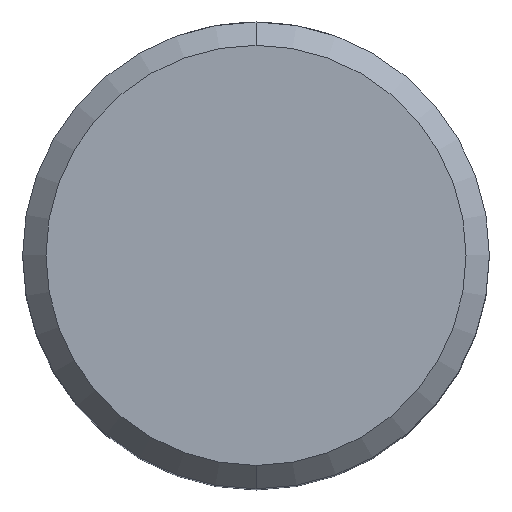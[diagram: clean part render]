
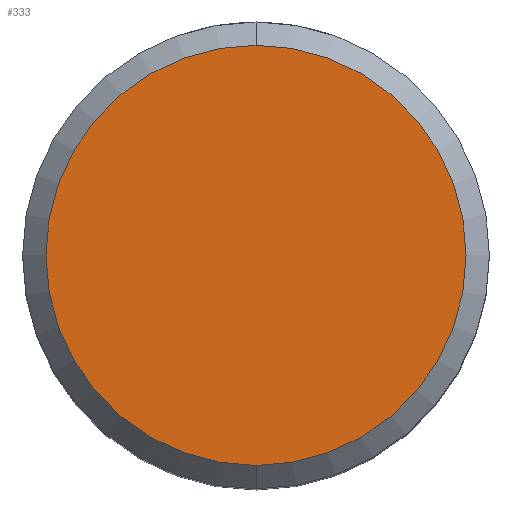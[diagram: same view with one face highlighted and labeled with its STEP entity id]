
A CAD part, top view. The second image highlights one B-rep face of the part: STEP entity #333.
In plain terms, the highlighted planar face has unit normal (0, 0, 1).
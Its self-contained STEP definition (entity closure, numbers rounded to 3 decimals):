
#171=VERTEX_POINT('',#462);
#265=EDGE_CURVE('',#315,#171,#564,.T.);
#315=VERTEX_POINT('',#618);
#333=ADVANCED_FACE('',(#638),#639,.T.);
#371=EDGE_CURVE('',#171,#315,#678,.T.);
#462=CARTESIAN_POINT('',(0.0,9.0,0.));
#564=CIRCLE('',#998,9.0);
#618=CARTESIAN_POINT('',(0.,-9.0,0.));
#638=FACE_OUTER_BOUND('',#1210,.T.);
#639=PLANE('',#1211);
#678=CIRCLE('',#1272,9.0);
#998=AXIS2_PLACEMENT_3D('',#1645,#1646,#1647);
#1210=EDGE_LOOP('',(#1716,#1717));
#1211=AXIS2_PLACEMENT_3D('',#1718,#1719,#1720);
#1272=AXIS2_PLACEMENT_3D('',#1755,#1756,#1757);
#1645=CARTESIAN_POINT('',(0.0,0.0,0.));
#1646=DIRECTION('',(0.0,0.0,-1.0));
#1647=DIRECTION('',(0.0,1.0,0.0));
#1716=ORIENTED_EDGE('',*,*,#371,.F.);
#1717=ORIENTED_EDGE('',*,*,#265,.F.);
#1718=CARTESIAN_POINT('',(0.0,4.5,0.));
#1719=DIRECTION('',(-0.0,0.0,1.0));
#1720=DIRECTION('',(0.0,-1.0,0.0));
#1755=CARTESIAN_POINT('',(0.0,0.0,0.));
#1756=DIRECTION('',(0.0,0.0,-1.0));
#1757=DIRECTION('',(0.0,1.0,0.0));
